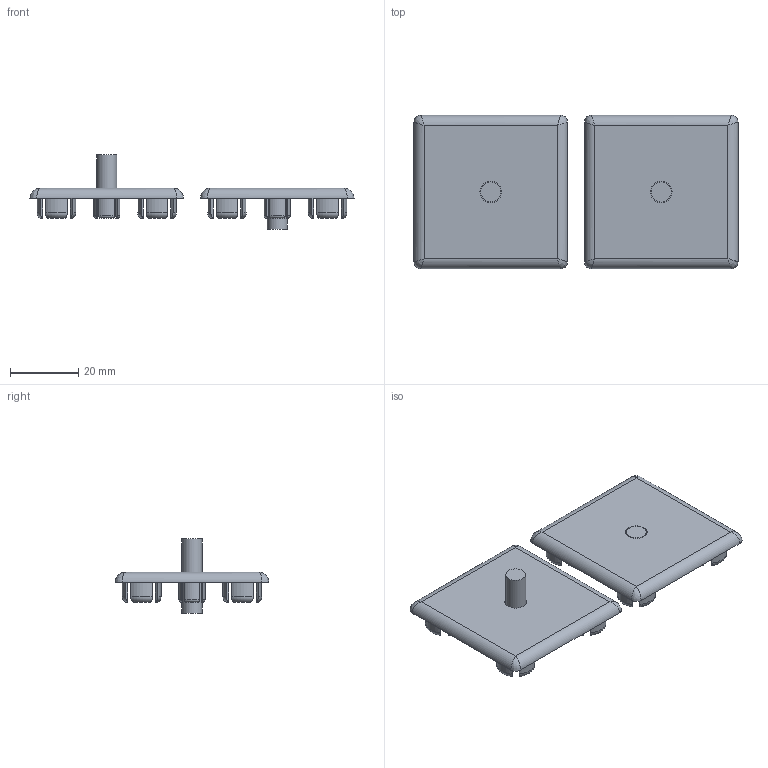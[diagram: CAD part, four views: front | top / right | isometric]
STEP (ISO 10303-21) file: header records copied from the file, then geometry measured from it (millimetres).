
FILE_DESCRIPTION(/* description */ (''),/* implementation_level */ '2;1');
FILE_NAME(/* name */ '60-010-0.step',/* time_stamp */ '2020-08-24T13:44:46-04:00',/* author */ (''),/* organization */ (''),/* preprocessor_version */ 'ST-DEVELOPER v18.1',/* originating_system */ 'Autodesk Translation Framework v9.3.0.1241',/* authorisation */ '');
FILE_SCHEMA (('AUTOMOTIVE_DESIGN { 1 0 10303 214 3 1 1 }'));
Length unit declared in the file: millimetre
Products named in the file (1): 60-010-0
Bounding box: 95 x 45 x 21.75 mm (x, y, z)
Volume: 9659.7 mm3; surface area: 12807.4 mm2
Topology: 2 solids, 2 shells, 254 faces, 603 edges, 394 vertices
Faces by surface type: cylinder 105, plane 101, torus 40, bspline 8
Full cylindrical faces by diameter (mm): 5.88 x3, 10 x2
Entity records: 7992 total; most frequent: CARTESIAN_POINT 2068, DIRECTION 1227, ORIENTED_EDGE 1190, EDGE_CURVE 595, AXIS2_PLACEMENT_3D 465, VERTEX_POINT 394, EDGE_LOOP 303, LINE 297
